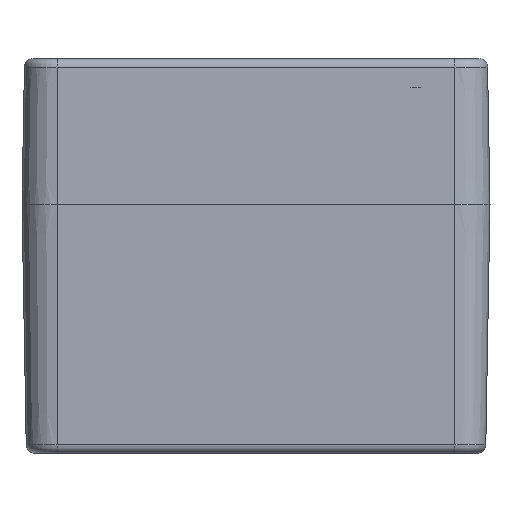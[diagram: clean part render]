
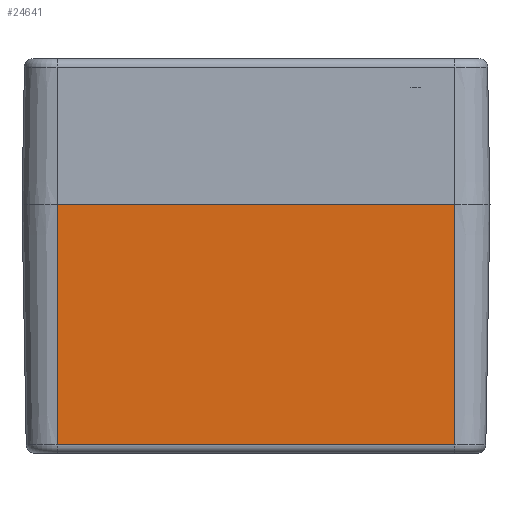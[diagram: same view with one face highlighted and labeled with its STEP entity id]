
A CAD part, left-side view. The second image highlights one B-rep face of the part: STEP entity #24641.
In plain terms, the highlighted planar face has unit normal (-1, 0, -0.018).
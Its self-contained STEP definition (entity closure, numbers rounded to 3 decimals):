
#3854=CARTESIAN_POINT('',(-125.,34.,0.0));
#3855=VERTEX_POINT('',#3854);
#3863=CARTESIAN_POINT('',(-125.,-34.,0.0));
#3864=VERTEX_POINT('',#3863);
#3865=CARTESIAN_POINT('',(-125.,-34.,0.0));
#3866=DIRECTION('',(0.0,1.0,0.0));
#3867=VECTOR('',#3866,68.);
#3868=LINE('',#3865,#3867);
#3869=EDGE_CURVE('',#3864,#3855,#3868,.T.);
#23474=CARTESIAN_POINT('',(-124.284,34.,-41.026));
#23475=VERTEX_POINT('',#23474);
#23500=CARTESIAN_POINT('',(-124.284,-34.,-41.026));
#23501=VERTEX_POINT('',#23500);
#23509=CARTESIAN_POINT('',(-124.284,-34.,-41.026));
#23510=DIRECTION('',(0.0,1.0,0.0));
#23511=VECTOR('',#23510,68.);
#23512=LINE('',#23509,#23511);
#23513=EDGE_CURVE('',#23501,#23475,#23512,.T.);
#24614=CARTESIAN_POINT('',(-125.,34.,0.0));
#24615=DIRECTION('',(0.017,0.0,-1.));
#24616=VECTOR('',#24615,41.032);
#24617=LINE('',#24614,#24616);
#24618=EDGE_CURVE('',#3855,#23475,#24617,.T.);
#24625=CARTESIAN_POINT('',(-125.,34.,0.0));
#24626=DIRECTION('',(-1.,0.0,-0.017));
#24627=DIRECTION('',(0.0,1.0,0.0));
#24628=AXIS2_PLACEMENT_3D('',#24625,#24626,#24627);
#24629=PLANE('',#24628);
#24630=ORIENTED_EDGE('',*,*,#23513,.F.);
#24631=CARTESIAN_POINT('',(-125.,-34.,0.0));
#24632=DIRECTION('',(0.017,0.0,-1.));
#24633=VECTOR('',#24632,41.032);
#24634=LINE('',#24631,#24633);
#24635=EDGE_CURVE('',#3864,#23501,#24634,.T.);
#24636=ORIENTED_EDGE('',*,*,#24635,.F.);
#24637=ORIENTED_EDGE('',*,*,#3869,.T.);
#24638=ORIENTED_EDGE('',*,*,#24618,.T.);
#24639=EDGE_LOOP('',(#24630,#24636,#24637,#24638));
#24640=FACE_OUTER_BOUND('',#24639,.T.);
#24641=ADVANCED_FACE('',(#24640),#24629,.T.);
